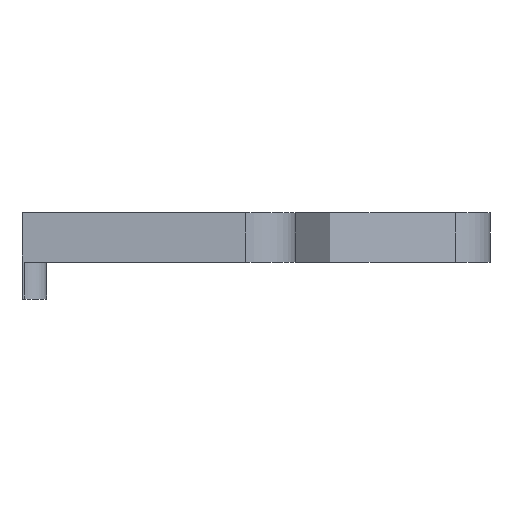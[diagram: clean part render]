
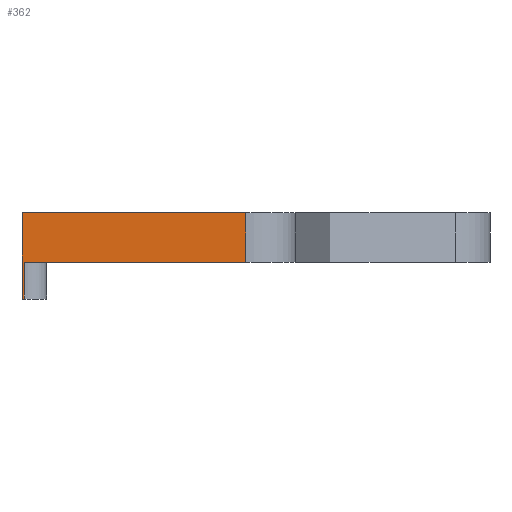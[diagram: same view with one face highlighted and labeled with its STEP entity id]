
A CAD part, left-side view. The second image highlights one B-rep face of the part: STEP entity #362.
In plain terms, the highlighted planar face has unit normal (-1, 0, 0).
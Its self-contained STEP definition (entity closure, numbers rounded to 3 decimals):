
#191 = VERTEX_POINT('',#192);
#192 = CARTESIAN_POINT('',(-78.,-12.173,0.));
#199 = EDGE_CURVE('',#200,#191,#202,.T.);
#200 = VERTEX_POINT('',#201);
#201 = CARTESIAN_POINT('',(-78.,4.,0.));
#202 = LINE('',#203,#204);
#203 = CARTESIAN_POINT('',(-78.,6.,0.));
#204 = VECTOR('',#205,1.);
#205 = DIRECTION('',(0.,-1.,0.));
#207 = EDGE_CURVE('',#200,#208,#210,.T.);
#208 = VERTEX_POINT('',#209);
#209 = CARTESIAN_POINT('',(-78.,5.8,0.));
#210 = LINE('',#211,#212);
#211 = CARTESIAN_POINT('',(-78.,-5.638,0.));
#212 = VECTOR('',#213,1.);
#213 = DIRECTION('',(0.,1.,0.));
#319 = VERTEX_POINT('',#320);
#320 = CARTESIAN_POINT('',(-78.,5.8,-3.));
#327 = EDGE_CURVE('',#208,#319,#328,.T.);
#328 = LINE('',#329,#330);
#329 = CARTESIAN_POINT('',(-78.,5.8,0.));
#330 = VECTOR('',#331,1.);
#331 = DIRECTION('',(-0.,-0.,-1.));
#362 = ADVANCED_FACE('',(#363),#398,.T.);
#363 = FACE_BOUND('',#364,.T.);
#364 = EDGE_LOOP('',(#365,#373,#374,#375,#376,#384,#392));
#365 = ORIENTED_EDGE('',*,*,#366,.T.);
#366 = EDGE_CURVE('',#367,#319,#369,.T.);
#367 = VERTEX_POINT('',#368);
#368 = CARTESIAN_POINT('',(-78.,6.,-3.));
#369 = LINE('',#370,#371);
#370 = CARTESIAN_POINT('',(-78.,6.,-3.));
#371 = VECTOR('',#372,1.);
#372 = DIRECTION('',(0.,-1.,0.));
#373 = ORIENTED_EDGE('',*,*,#327,.F.);
#374 = ORIENTED_EDGE('',*,*,#207,.F.);
#375 = ORIENTED_EDGE('',*,*,#199,.T.);
#376 = ORIENTED_EDGE('',*,*,#377,.T.);
#377 = EDGE_CURVE('',#191,#378,#380,.T.);
#378 = VERTEX_POINT('',#379);
#379 = CARTESIAN_POINT('',(-78.,-12.173,4.));
#380 = LINE('',#381,#382);
#381 = CARTESIAN_POINT('',(-78.,-12.173,0.));
#382 = VECTOR('',#383,1.);
#383 = DIRECTION('',(0.,0.,1.));
#384 = ORIENTED_EDGE('',*,*,#385,.F.);
#385 = EDGE_CURVE('',#386,#378,#388,.T.);
#386 = VERTEX_POINT('',#387);
#387 = CARTESIAN_POINT('',(-78.,6.,4.));
#388 = LINE('',#389,#390);
#389 = CARTESIAN_POINT('',(-78.,6.,4.));
#390 = VECTOR('',#391,1.);
#391 = DIRECTION('',(0.,-1.,0.));
#392 = ORIENTED_EDGE('',*,*,#393,.F.);
#393 = EDGE_CURVE('',#367,#386,#394,.T.);
#394 = LINE('',#395,#396);
#395 = CARTESIAN_POINT('',(-78.,6.,0.));
#396 = VECTOR('',#397,1.);
#397 = DIRECTION('',(0.,0.,1.));
#398 = PLANE('',#399);
#399 = AXIS2_PLACEMENT_3D('',#400,#401,#402);
#400 = CARTESIAN_POINT('',(-78.,-3.966,1.534));
#401 = DIRECTION('',(-1.,-0.,-0.));
#402 = DIRECTION('',(0.,0.,-1.));
